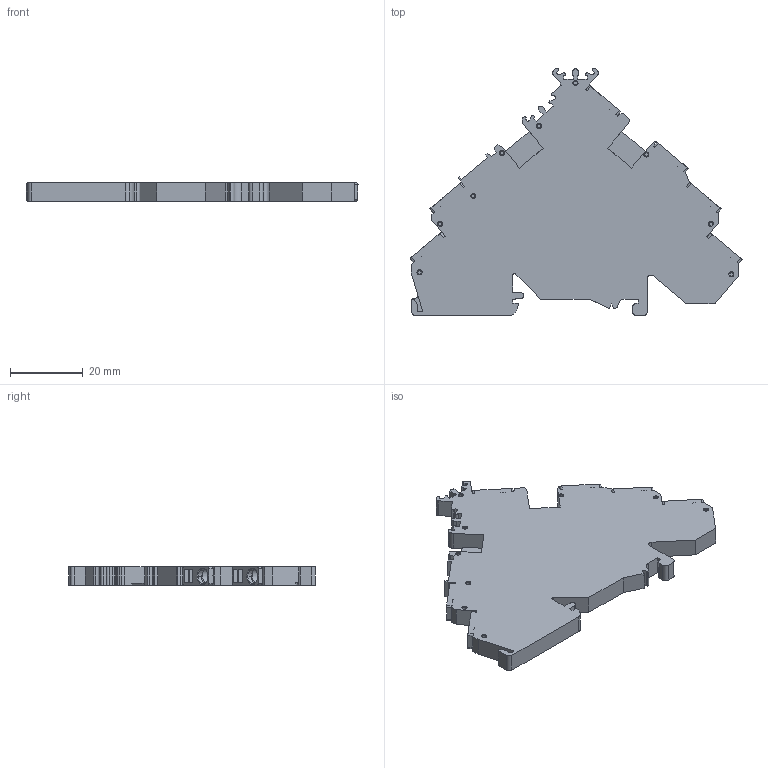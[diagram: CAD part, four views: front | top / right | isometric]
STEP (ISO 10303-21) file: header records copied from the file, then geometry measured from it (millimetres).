
FILE_DESCRIPTION((''),'2;1');
FILE_NAME('5YB576108_ASM','2023-11-21T',('dell'),(''),'PRO/ENGINEER BY PARAMETRIC TECHNOLOGY CORPORATION, 2013230','PRO/ENGINEER BY PARAMETRIC TECHNOLOGY CORPORATION, 2013230','');
FILE_SCHEMA(('AUTOMOTIVE_DESIGN { 1 0 10303 214 1 1 1 1 }'));
Length unit declared in the file: millimetre
Products named in the file (1): 5YB576108_ASM
Bounding box: 91.4 x 68 x 5 mm (x, y, z)
Volume: 16869.8 mm3; surface area: 10573.6 mm2
Topology: 1 solids, 25 shells, 660 faces, 1665 edges, 1066 vertices
Faces by surface type: plane 402, cylinder 161, cone 84, bspline 13
Entity records: 21555 total; most frequent: CARTESIAN_POINT 4272, ORIENTED_EDGE 3330, DIRECTION 3283, EDGE_CURVE 1665, VECTOR 1163, LINE 1163, VERTEX_POINT 1066, AXIS2_PLACEMENT_3D 1060
